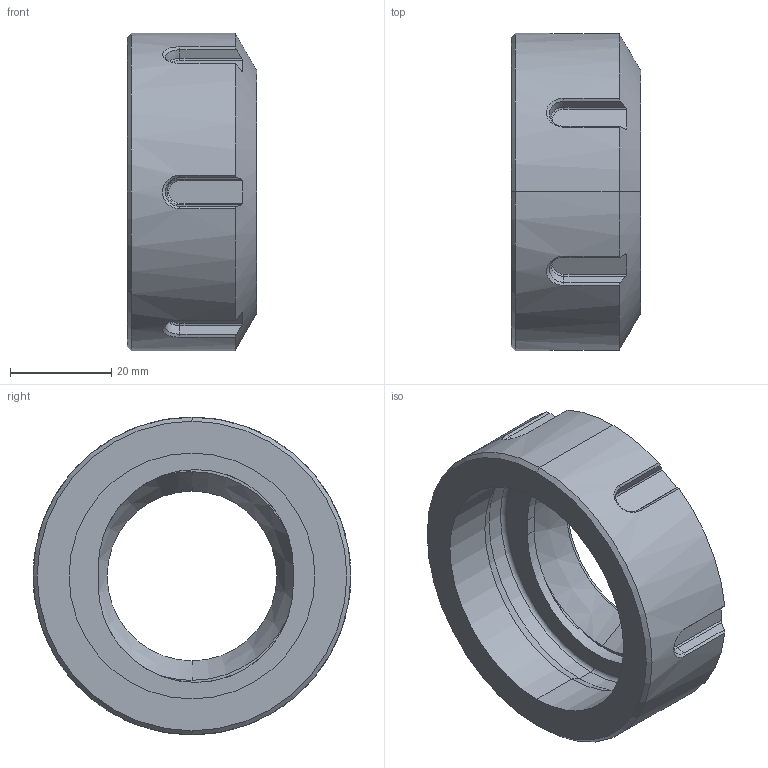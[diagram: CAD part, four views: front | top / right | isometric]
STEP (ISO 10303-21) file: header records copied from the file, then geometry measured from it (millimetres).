
FILE_DESCRIPTION (( 'STEP AP214' ), '1' );
FILE_NAME ('E40.ER1.001.025.STEP', '2023-08-29T13:52:55', ( '' ), ( '' ), 'SwSTEP 2.0', 'SolidWorks 2017', '' );
FILE_SCHEMA (( 'AUTOMOTIVE_DESIGN' ));
Length unit declared in the file: millimetre
Products named in the file (1): E40.ER1.001.025
Bounding box: 25.5 x 62.7 x 62.7 mm (x, y, z)
Volume: 33506.5 mm3; surface area: 12515.1 mm2
Topology: 1 solids, 1 shells, 92 faces, 227 edges, 138 vertices
Faces by surface type: plane 51, cone 26, cylinder 11, torus 4
Entity records: 4051 total; most frequent: CARTESIAN_POINT 886, ORIENTED_EDGE 454, DIRECTION 427, EDGE_CURVE 227, AXIS2_PLACEMENT_3D 159, VERTEX_POINT 138, LINE 109, VECTOR 109
